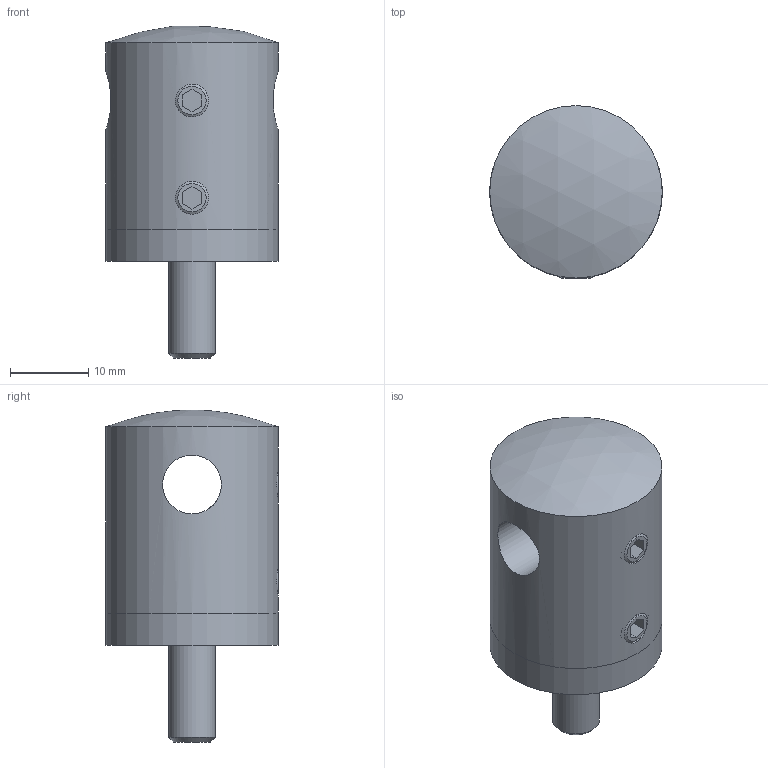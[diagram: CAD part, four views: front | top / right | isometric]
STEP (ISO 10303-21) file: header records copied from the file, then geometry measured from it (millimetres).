
FILE_DESCRIPTION (( 'STEP AP203' ), '1' );
FILE_NAME ('100023006.step', '2021-11-23T12:51:55', ( '' ), ( '' ), 'SwSTEP 2.0', 'SolidWorks 2018', '' );
FILE_SCHEMA (( 'CONFIG_CONTROL_DESIGN' ));
Length unit declared in the file: millimetre
Products named in the file (12): 10002X00X Teil2_10002300X Teil2; DIN914; 100023006; DIN7991 M6x25_DIN7991 M6x25; 10002X00X Teil1; 10002X00X Teil2; 10002X00X Teil1_10002X006 Teil1; DIN914_DIN 914 M5x8; DIN914_DIN 914 M5x5; DIN7991 M6x25
Assembly tree (8 placements, depth 2):
  100023006
    10002X00X Teil1_10002X006 Teil1
    10002X00X Teil2_10002300X Teil2
    DIN914_DIN 914 M5x8
    DIN914_DIN 914 M5x5
    DIN7991 M6x25_DIN7991 M6x25
  100023006
    DIN914
    DIN7991 M6x25
    10002X00X Teil1
  10002X00X Teil2
  DIN914
Bounding box: 22 x 22 x 42.36 mm (x, y, z)
Volume: 9534.3 mm3; surface area: 5780 mm2
Topology: 5 solids, 5 shells, 283 faces, 723 edges, 479 vertices
Faces by surface type: plane 133, bspline 122, cylinder 14, cone 12, sphere 1, torus 1
Full cylindrical faces by diameter (mm): 4.2 x2, 5 x2, 6 x1, 6.5 x1, 7.5 x1, 12 x3, 12.1 x1, 18 x1, 22 x2
Entity records: 18180 total; most frequent: CARTESIAN_POINT 11129, ORIENTED_EDGE 1366, DIRECTION 818, EDGE_CURVE 683, VERTEX_POINT 465, VECTOR 398, LINE 398, EDGE_LOOP 346
